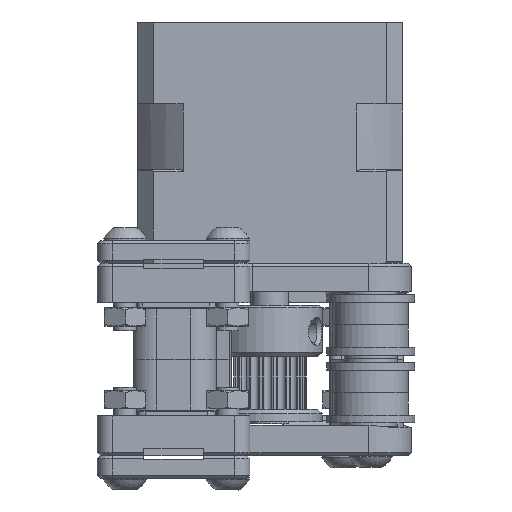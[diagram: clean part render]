
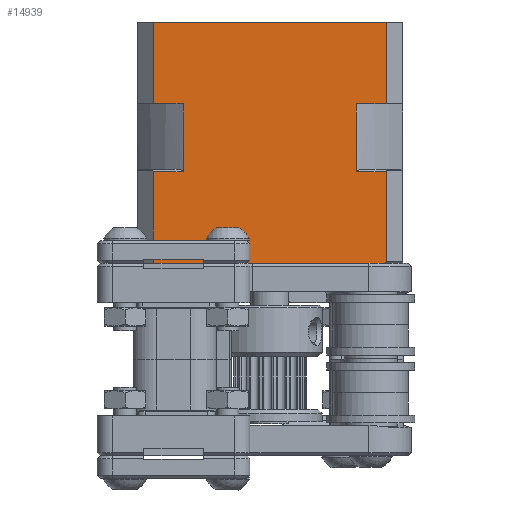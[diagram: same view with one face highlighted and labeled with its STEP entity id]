
A CAD part, left-side view. The second image highlights one B-rep face of the part: STEP entity #14939.
In plain terms, the highlighted face is planar.
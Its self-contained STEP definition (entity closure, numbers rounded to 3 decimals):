
#468=PLANE('',#16199);
#1340=FACE_OUTER_BOUND('',#2281,.T.);
#2281=EDGE_LOOP('',(#10845,#10846,#10847,#10848,#10849,#10850,#10851,#10852,
#10853,#10854,#10855,#10856,#10857));
#3268=LINE('',#25118,#4519);
#3277=LINE('',#25135,#4528);
#3292=LINE('',#25165,#4543);
#3294=LINE('',#25170,#4545);
#3318=LINE('',#25230,#4569);
#3324=LINE('',#25245,#4575);
#3328=LINE('',#25271,#4579);
#3350=LINE('',#25319,#4601);
#3352=LINE('',#25325,#4603);
#3355=LINE('',#25334,#4606);
#3357=LINE('',#25337,#4608);
#3361=LINE('',#25345,#4612);
#3362=LINE('',#25347,#4613);
#4519=VECTOR('',#18330,1000.);
#4528=VECTOR('',#18341,1000.);
#4543=VECTOR('',#18362,1000.);
#4545=VECTOR('',#18366,1000.);
#4569=VECTOR('',#18420,1000.);
#4575=VECTOR('',#18434,1000.);
#4579=VECTOR('',#18472,1000.);
#4601=VECTOR('',#18516,1000.);
#4603=VECTOR('',#18522,1000.);
#4606=VECTOR('',#18529,1000.);
#4608=VECTOR('',#18533,1000.);
#4612=VECTOR('',#18545,1000.);
#4613=VECTOR('',#18548,1000.);
#6683=VERTEX_POINT('',#25114);
#6685=VERTEX_POINT('',#25117);
#6692=VERTEX_POINT('',#25133);
#6702=VERTEX_POINT('',#25158);
#6706=VERTEX_POINT('',#25168);
#6727=VERTEX_POINT('',#25229);
#6732=VERTEX_POINT('',#25243);
#6736=VERTEX_POINT('',#25268);
#6737=VERTEX_POINT('',#25270);
#6752=VERTEX_POINT('',#25317);
#6754=VERTEX_POINT('',#25323);
#6755=VERTEX_POINT('',#25327);
#6758=VERTEX_POINT('',#25332);
#8150=EDGE_CURVE('',#6683,#6685,#3268,.T.);
#8159=EDGE_CURVE('',#6692,#6683,#3277,.T.);
#8174=EDGE_CURVE('',#6685,#6702,#3292,.T.);
#8176=EDGE_CURVE('',#6706,#6692,#3294,.T.);
#8206=EDGE_CURVE('',#6702,#6727,#3318,.T.);
#8214=EDGE_CURVE('',#6732,#6706,#3324,.T.);
#8223=EDGE_CURVE('',#6736,#6737,#3328,.T.);
#8248=EDGE_CURVE('',#6752,#6736,#3350,.T.);
#8251=EDGE_CURVE('',#6752,#6754,#3352,.T.);
#8255=EDGE_CURVE('',#6755,#6758,#3355,.T.);
#8257=EDGE_CURVE('',#6758,#6737,#3357,.T.);
#8261=EDGE_CURVE('',#6727,#6754,#3361,.T.);
#8262=EDGE_CURVE('',#6755,#6732,#3362,.T.);
#10845=ORIENTED_EDGE('',*,*,#8261,.F.);
#10846=ORIENTED_EDGE('',*,*,#8206,.F.);
#10847=ORIENTED_EDGE('',*,*,#8174,.F.);
#10848=ORIENTED_EDGE('',*,*,#8150,.F.);
#10849=ORIENTED_EDGE('',*,*,#8159,.F.);
#10850=ORIENTED_EDGE('',*,*,#8176,.F.);
#10851=ORIENTED_EDGE('',*,*,#8214,.F.);
#10852=ORIENTED_EDGE('',*,*,#8262,.F.);
#10853=ORIENTED_EDGE('',*,*,#8255,.T.);
#10854=ORIENTED_EDGE('',*,*,#8257,.T.);
#10855=ORIENTED_EDGE('',*,*,#8223,.F.);
#10856=ORIENTED_EDGE('',*,*,#8248,.F.);
#10857=ORIENTED_EDGE('',*,*,#8251,.T.);
#14939=ADVANCED_FACE('',(#1340),#468,.F.);
#16199=AXIS2_PLACEMENT_3D('',#25346,#18546,#18547);
#18330=DIRECTION('',(1.,0.,0.));
#18341=DIRECTION('',(0.816,0.577,0.));
#18362=DIRECTION('',(0.,-1.,0.));
#18366=DIRECTION('',(0.,1.,0.));
#18420=DIRECTION('',(-1.,0.,0.));
#18434=DIRECTION('',(-1.,0.,0.));
#18472=DIRECTION('',(-1.,0.,0.));
#18516=DIRECTION('',(0.,-1.,0.));
#18522=DIRECTION('',(-1.,0.,0.));
#18529=DIRECTION('',(-1.,0.,0.));
#18533=DIRECTION('',(0.,-1.,0.));
#18545=DIRECTION('',(0.,-1.,0.));
#18546=DIRECTION('center_axis',(0.,0.,-1.));
#18547=DIRECTION('ref_axis',(0.,-1.,0.));
#18548=DIRECTION('',(0.,1.,0.));
#25114=CARTESIAN_POINT('',(-32.695,40.157,0.074));
#25117=CARTESIAN_POINT('',(-2.074,40.157,0.074));
#25118=CARTESIAN_POINT('',(-26.289,40.157,0.074));
#25133=CARTESIAN_POINT('',(-32.978,39.957,0.074));
#25135=CARTESIAN_POINT('',(-43.398,32.589,0.074));
#25158=CARTESIAN_POINT('',(-2.074,27.985,0.074));
#25165=CARTESIAN_POINT('',(-2.074,0.,0.074));
#25168=CARTESIAN_POINT('',(-32.978,27.985,0.074));
#25170=CARTESIAN_POINT('',(-32.978,0.,0.074));
#25229=CARTESIAN_POINT('',(-6.036,27.985,0.074));
#25230=CARTESIAN_POINT('',(-30.671,27.985,0.074));
#25243=CARTESIAN_POINT('',(-29.016,27.985,0.074));
#25245=CARTESIAN_POINT('',(-30.671,27.985,0.074));
#25268=CARTESIAN_POINT('',(-2.074,8.157,0.074));
#25270=CARTESIAN_POINT('',(-32.978,8.157,0.074));
#25271=CARTESIAN_POINT('',(-26.289,8.157,0.074));
#25317=CARTESIAN_POINT('',(-2.074,19.024,0.074));
#25319=CARTESIAN_POINT('',(-2.074,20.,0.074));
#25323=CARTESIAN_POINT('',(-6.036,19.024,0.074));
#25325=CARTESIAN_POINT('',(-26.289,19.024,0.074));
#25327=CARTESIAN_POINT('',(-29.016,19.024,0.074));
#25332=CARTESIAN_POINT('',(-32.978,19.024,0.074));
#25334=CARTESIAN_POINT('',(-26.289,19.024,0.074));
#25337=CARTESIAN_POINT('',(-32.978,20.,0.074));
#25345=CARTESIAN_POINT('',(-6.036,31.024,0.074));
#25346=CARTESIAN_POINT('Origin',(-35.052,20.,0.074));
#25347=CARTESIAN_POINT('',(-29.016,31.024,0.074));
